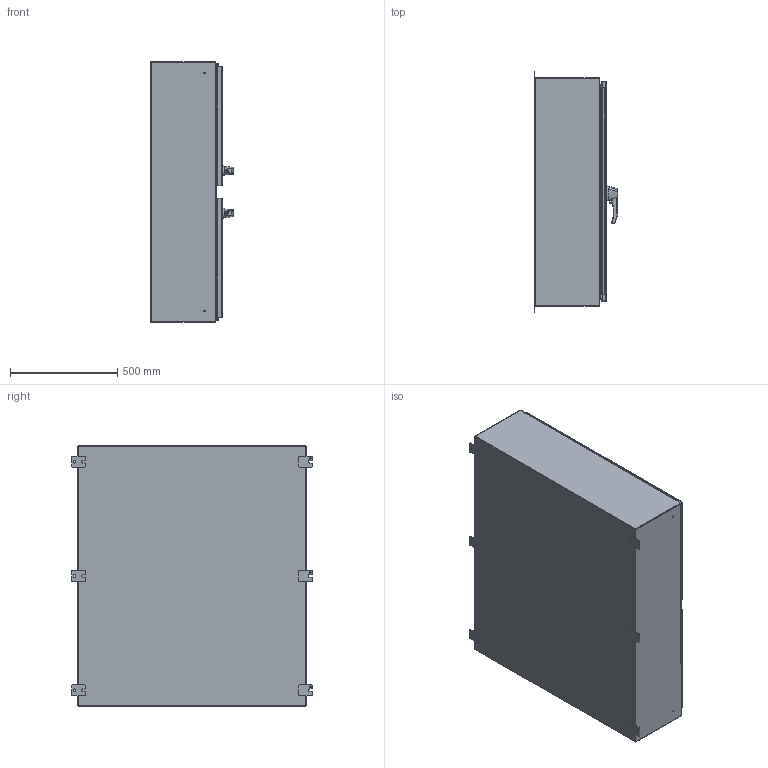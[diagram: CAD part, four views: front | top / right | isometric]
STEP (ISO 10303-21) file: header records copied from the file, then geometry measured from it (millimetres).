
FILE_DESCRIPTION (( 'STEP AP214' ), '1' );
FILE_NAME ('HN4WM424812S16.STEP', '2019-08-27T17:18:51', ( '' ), ( '' ), 'SwSTEP 2.0', 'SolidWorks 2018', '' );
FILE_SCHEMA (( 'AUTOMOTIVE_DESIGN' ));
Length unit declared in the file: inch
Products named in the file (1): HN4WM424812S16
Bounding box: 391.8 x 1123.95 x 1219.2 mm (x, y, z)
Volume: 14846733.3 mm3; surface area: 12294844 mm2
Topology: 114 solids, 116 shells, 3076 faces, 7927 edges, 5134 vertices
Faces by surface type: plane 1445, cylinder 1355, bspline 144, cone 132
Entity records: 147198 total; most frequent: CARTESIAN_POINT 30346, ORIENTED_EDGE 15826, DIRECTION 15755, EDGE_CURVE 7913, AXIS2_PLACEMENT_3D 5707, VERTEX_POINT 5134, VECTOR 4341, LINE 4341
